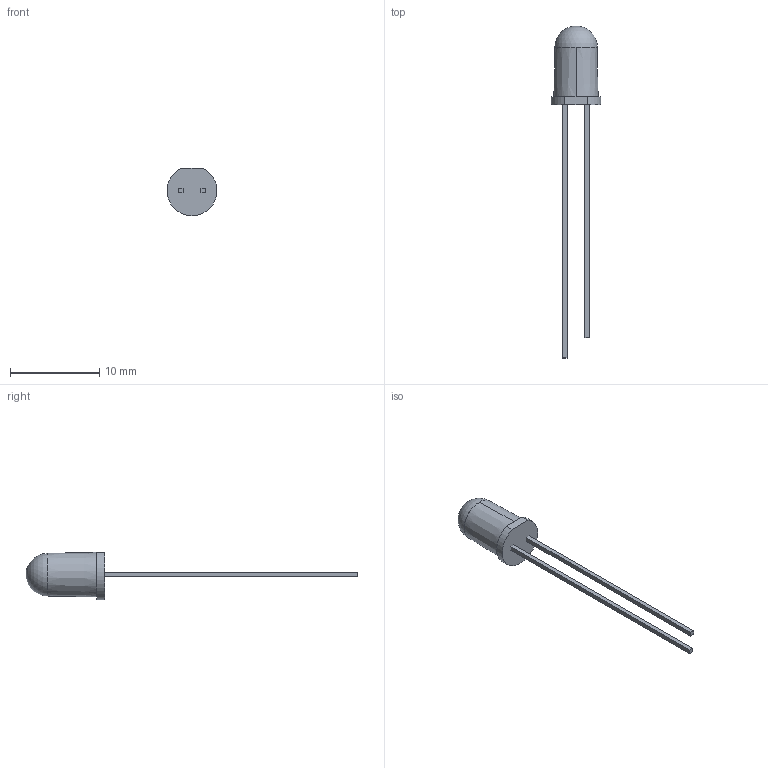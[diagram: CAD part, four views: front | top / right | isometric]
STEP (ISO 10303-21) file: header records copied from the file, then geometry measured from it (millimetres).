
FILE_DESCRIPTION (( 'STEP AP214' ), '1' );
FILE_NAME ('User Library-LED 5 mm Full.STEP', '2017-11-06T17:12:54', ( '' ), ( '' ), 'SwSTEP 2.0', 'SolidWorks 2017', '' );
FILE_SCHEMA (( 'AUTOMOTIVE_DESIGN' ));
Length unit declared in the file: millimetre
Products named in the file (3): User Library-LED 5 mm Full_LED F; User Library-LED 5 mm Full; User Library-LED 5 mm Full_lED Leg
Assembly tree (2 placements, depth 2):
  User Library-LED 5 mm Full
    User Library-LED 5 mm Full_lED Leg
    User Library-LED 5 mm Full_LED F
Bounding box: 5.59 x 37.25 x 5.3 mm (x, y, z)
Volume: 171.9 mm3; surface area: 301 mm2
Topology: 4 solids, 4 shells, 50 faces, 119 edges, 78 vertices
Faces by surface type: plane 32, cylinder 8, cone 6, torus 2, sphere 2
Entity records: 1683 total; most frequent: CARTESIAN_POINT 294, DIRECTION 247, ORIENTED_EDGE 230, EDGE_CURVE 115, AXIS2_PLACEMENT_3D 85, LINE 77, VECTOR 77, VERTEX_POINT 76
